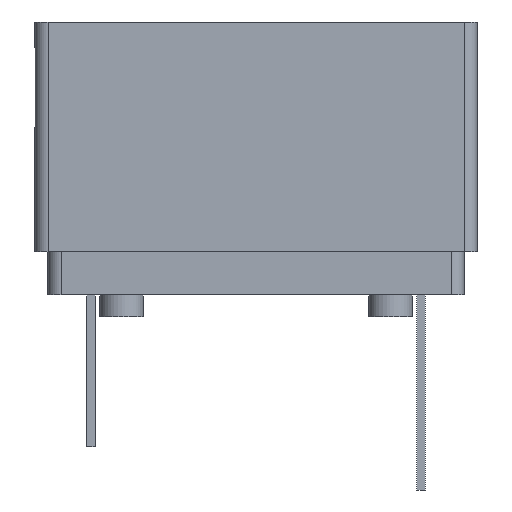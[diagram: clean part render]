
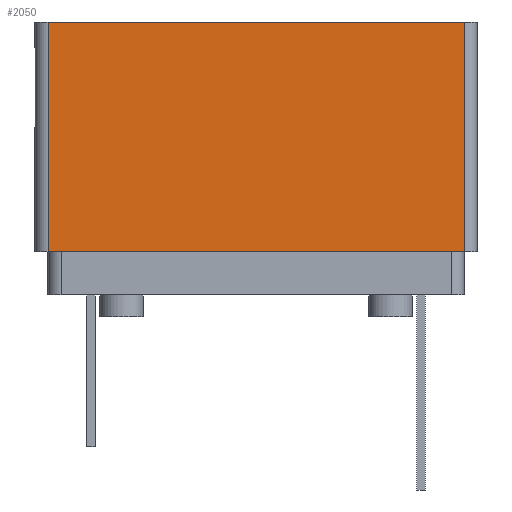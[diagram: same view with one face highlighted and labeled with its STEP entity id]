
A CAD part, front view. The second image highlights one B-rep face of the part: STEP entity #2050.
In plain terms, the highlighted planar face has unit normal (0, -1, 0).
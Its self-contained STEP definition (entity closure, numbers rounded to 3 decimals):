
#83 = PLANE ( 'NONE',  #2145 ) ;
#245 = DIRECTION ( 'NONE',  ( 0., 0., 1. ) ) ;
#567 = FACE_OUTER_BOUND ( 'NONE', #3930, .T. ) ;
#601 = CARTESIAN_POINT ( 'NONE',  ( 0., 0., 6.5 ) ) ;
#1088 = LINE ( 'NONE', #1540, #2906 ) ;
#1137 = EDGE_CURVE ( 'NONE', #3857, #1678, #3901, .T. ) ;
#1387 = ORIENTED_EDGE ( 'NONE', *, *, #1818, .T. ) ;
#1408 = VECTOR ( 'NONE', #5191, 1000. ) ;
#1540 = CARTESIAN_POINT ( 'NONE',  ( 0.3, 0., 6.5 ) ) ;
#1543 = EDGE_CURVE ( 'NONE', #3857, #2670, #2356, .T. ) ;
#1620 = CARTESIAN_POINT ( 'NONE',  ( 0., 0., 6.3 ) ) ;
#1678 = VERTEX_POINT ( 'NONE', #1679 ) ;
#1679 = CARTESIAN_POINT ( 'NONE',  ( 0.3, 0., 1. ) ) ;
#1818 = EDGE_CURVE ( 'NONE', #4516, #1678, #1088, .T. ) ;
#1920 = CARTESIAN_POINT ( 'NONE',  ( 9.9, 0., 1. ) ) ;
#1951 = DIRECTION ( 'NONE',  ( 0., 1., 0. ) ) ;
#2012 = LINE ( 'NONE', #1620, #2957 ) ;
#2050 = ADVANCED_FACE ( 'NONE', ( #567 ), #83, .F. ) ;
#2145 = AXIS2_PLACEMENT_3D ( 'NONE', #601, #1951, #245 ) ;
#2274 = EDGE_CURVE ( 'NONE', #4516, #2670, #2012, .T. ) ;
#2353 = DIRECTION ( 'NONE',  ( 0., 0., -1. ) ) ;
#2356 = LINE ( 'NONE', #3179, #1408 ) ;
#2670 = VERTEX_POINT ( 'NONE', #4871 ) ;
#2696 = ORIENTED_EDGE ( 'NONE', *, *, #1543, .T. ) ;
#2716 = CARTESIAN_POINT ( 'NONE',  ( 9.9, 0., 1. ) ) ;
#2732 = ORIENTED_EDGE ( 'NONE', *, *, #2274, .F. ) ;
#2906 = VECTOR ( 'NONE', #2353, 1000. ) ;
#2957 = VECTOR ( 'NONE', #5234, 1000. ) ;
#3120 = ORIENTED_EDGE ( 'NONE', *, *, #1137, .F. ) ;
#3179 = CARTESIAN_POINT ( 'NONE',  ( 9.9, 0., 6.5 ) ) ;
#3857 = VERTEX_POINT ( 'NONE', #1920 ) ;
#3901 = LINE ( 'NONE', #2716, #4222 ) ;
#3930 = EDGE_LOOP ( 'NONE', ( #2696, #2732, #1387, #3120 ) ) ;
#4033 = CARTESIAN_POINT ( 'NONE',  ( 0.3, 0., 6.3 ) ) ;
#4222 = VECTOR ( 'NONE', #5181, 1000. ) ;
#4516 = VERTEX_POINT ( 'NONE', #4033 ) ;
#4871 = CARTESIAN_POINT ( 'NONE',  ( 9.9, 0., 6.3 ) ) ;
#5181 = DIRECTION ( 'NONE',  ( -1., 0., 0. ) ) ;
#5191 = DIRECTION ( 'NONE',  ( 0., 0., 1. ) ) ;
#5234 = DIRECTION ( 'NONE',  ( 1., 0., 0. ) ) ;
